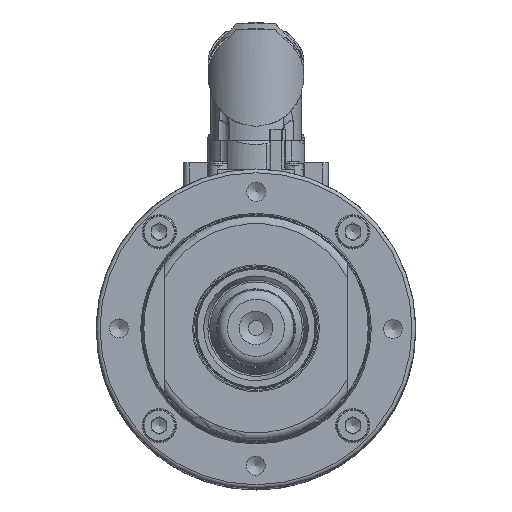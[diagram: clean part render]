
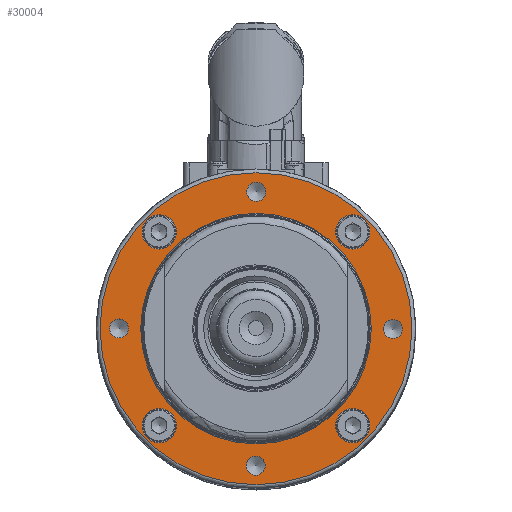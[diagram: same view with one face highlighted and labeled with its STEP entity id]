
A CAD part, top view. The second image highlights one B-rep face of the part: STEP entity #30004.
In plain terms, the highlighted planar face has unit normal (0, 0, 1).
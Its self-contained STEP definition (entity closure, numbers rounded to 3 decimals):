
#293 = AXIS2_PLACEMENT_3D ( 'NONE', #67298, #19291, #59715 ) ;
#944 = VERTEX_POINT ( 'NONE', #95585 ) ;
#1849 = DIRECTION ( 'NONE',  ( 0., 0., 1. ) ) ;
#2541 = EDGE_CURVE ( 'NONE', #80180, #80180, #23991, .T. ) ;
#2891 = EDGE_LOOP ( 'NONE', ( #101697 ) ) ;
#2952 = DIRECTION ( 'NONE',  ( 0., 0., 1. ) ) ;
#3315 = CARTESIAN_POINT ( 'NONE',  ( -25.456, 25.456, 47. ) ) ;
#4477 = VERTEX_POINT ( 'NONE', #32777 ) ;
#5038 = AXIS2_PLACEMENT_3D ( 'NONE', #25239, #24004, #44175 ) ;
#5381 = ORIENTED_EDGE ( 'NONE', *, *, #85205, .F. ) ;
#5667 = CIRCLE ( 'NONE', #80120, 4.5 ) ;
#6567 = ORIENTED_EDGE ( 'NONE', *, *, #113193, .F. ) ;
#6800 = DIRECTION ( 'NONE',  ( 0., 0., 1. ) ) ;
#7501 = CIRCLE ( 'NONE', #77986, 30. ) ;
#7613 = CARTESIAN_POINT ( 'NONE',  ( -20.956, -25.456, 47. ) ) ;
#8290 = EDGE_LOOP ( 'NONE', ( #77276 ) ) ;
#8526 = EDGE_CURVE ( 'NONE', #27102, #27102, #21319, .T. ) ;
#9102 = CIRCLE ( 'NONE', #5038, 4.5 ) ;
#9328 = EDGE_CURVE ( 'NONE', #56151, #56151, #29578, .T. ) ;
#11925 = EDGE_CURVE ( 'NONE', #95274, #95274, #9102, .T. ) ;
#15317 = DIRECTION ( 'NONE',  ( 1., 0., 0. ) ) ;
#16774 = ORIENTED_EDGE ( 'NONE', *, *, #100888, .F. ) ;
#19291 = DIRECTION ( 'NONE',  ( 0., 0., 1. ) ) ;
#19487 = AXIS2_PLACEMENT_3D ( 'NONE', #59136, #38840, #106412 ) ;
#19618 = CIRCLE ( 'NONE', #90135, 4.5 ) ;
#20249 = FACE_BOUND ( 'NONE', #97420, .T. ) ;
#21319 = CIRCLE ( 'NONE', #105910, 2.5 ) ;
#23179 = FACE_BOUND ( 'NONE', #30862, .T. ) ;
#23213 = CIRCLE ( 'NONE', #97745, 2.5 ) ;
#23796 = FACE_BOUND ( 'NONE', #119325, .T. ) ;
#23991 = CIRCLE ( 'NONE', #86493, 2.5 ) ;
#24004 = DIRECTION ( 'NONE',  ( 0., 0., 1. ) ) ;
#24354 = CIRCLE ( 'NONE', #293, 2.5 ) ;
#24586 = AXIS2_PLACEMENT_3D ( 'NONE', #26918, #6800, #46457 ) ;
#25239 = CARTESIAN_POINT ( 'NONE',  ( -25.456, -25.456, 47. ) ) ;
#25846 = ORIENTED_EDGE ( 'NONE', *, *, #45072, .F. ) ;
#26918 = CARTESIAN_POINT ( 'NONE',  ( 0., 0., 47. ) ) ;
#27102 = VERTEX_POINT ( 'NONE', #66265 ) ;
#29473 = EDGE_LOOP ( 'NONE', ( #6567 ) ) ;
#29578 = CIRCLE ( 'NONE', #19487, 41. ) ;
#29703 = PLANE ( 'NONE',  #24586 ) ;
#30004 = ADVANCED_FACE ( 'NONE', ( #87093, #120254, #49262, #30332, #23796, #117319, #100152, #59418, #20249, #23179 ), #29703, .T. ) ;
#30204 = VERTEX_POINT ( 'NONE', #68735 ) ;
#30332 = FACE_BOUND ( 'NONE', #2891, .T. ) ;
#30862 = EDGE_LOOP ( 'NONE', ( #5381 ) ) ;
#32483 = DIRECTION ( 'NONE',  ( 0., 0., 1. ) ) ;
#32777 = CARTESIAN_POINT ( 'NONE',  ( -20.956, 25.456, 47. ) ) ;
#34231 = DIRECTION ( 'NONE',  ( 0., 0., 1. ) ) ;
#34287 = EDGE_LOOP ( 'NONE', ( #82410 ) ) ;
#35397 = EDGE_LOOP ( 'NONE', ( #99991 ) ) ;
#38840 = DIRECTION ( 'NONE',  ( 0., 0., 1. ) ) ;
#41730 = DIRECTION ( 'NONE',  ( 0., 0., 1. ) ) ;
#41996 = DIRECTION ( 'NONE',  ( 1., 0., 0. ) ) ;
#44175 = DIRECTION ( 'NONE',  ( 1., 0., 0. ) ) ;
#44304 = VERTEX_POINT ( 'NONE', #119350 ) ;
#45072 = EDGE_CURVE ( 'NONE', #44304, #44304, #89113, .T. ) ;
#46457 = DIRECTION ( 'NONE',  ( 1., 0., 0. ) ) ;
#49139 = CARTESIAN_POINT ( 'NONE',  ( 25.456, 25.456, 47. ) ) ;
#49262 = FACE_BOUND ( 'NONE', #34287, .T. ) ;
#56151 = VERTEX_POINT ( 'NONE', #112282 ) ;
#59136 = CARTESIAN_POINT ( 'NONE',  ( 0., 0., 47. ) ) ;
#59418 = FACE_BOUND ( 'NONE', #8290, .T. ) ;
#59715 = DIRECTION ( 'NONE',  ( 1., 0., 0. ) ) ;
#62262 = DIRECTION ( 'NONE',  ( 1., 0., 0. ) ) ;
#65650 = VERTEX_POINT ( 'NONE', #95271 ) ;
#66265 = CARTESIAN_POINT ( 'NONE',  ( -33.5, 0.065, 47. ) ) ;
#67298 = CARTESIAN_POINT ( 'NONE',  ( 36., -0.065, 47. ) ) ;
#68735 = CARTESIAN_POINT ( 'NONE',  ( 29.956, 25.456, 47. ) ) ;
#69689 = EDGE_CURVE ( 'NONE', #99126, #99126, #23213, .T. ) ;
#70470 = CARTESIAN_POINT ( 'NONE',  ( 0., 0., 47. ) ) ;
#73215 = CARTESIAN_POINT ( 'NONE',  ( 2.565, 36., 47. ) ) ;
#73309 = ORIENTED_EDGE ( 'NONE', *, *, #11925, .F. ) ;
#73470 = ORIENTED_EDGE ( 'NONE', *, *, #74861, .F. ) ;
#74861 = EDGE_CURVE ( 'NONE', #4477, #4477, #5667, .T. ) ;
#77276 = ORIENTED_EDGE ( 'NONE', *, *, #2541, .F. ) ;
#77986 = AXIS2_PLACEMENT_3D ( 'NONE', #70470, #118303, #41996 ) ;
#80120 = AXIS2_PLACEMENT_3D ( 'NONE', #3315, #41730, #80257 ) ;
#80180 = VERTEX_POINT ( 'NONE', #73215 ) ;
#80257 = DIRECTION ( 'NONE',  ( 1., 0., 0. ) ) ;
#80511 = CARTESIAN_POINT ( 'NONE',  ( 0.065, 36., 47. ) ) ;
#82157 = DIRECTION ( 'NONE',  ( 0., 0., 1. ) ) ;
#82410 = ORIENTED_EDGE ( 'NONE', *, *, #69689, .F. ) ;
#85205 = EDGE_CURVE ( 'NONE', #65650, #65650, #7501, .T. ) ;
#86493 = AXIS2_PLACEMENT_3D ( 'NONE', #80511, #2952, #117677 ) ;
#87093 = FACE_OUTER_BOUND ( 'NONE', #35397, .T. ) ;
#87593 = DIRECTION ( 'NONE',  ( 1., 0., 0. ) ) ;
#89113 = CIRCLE ( 'NONE', #105254, 4.5 ) ;
#89639 = CARTESIAN_POINT ( 'NONE',  ( 2.435, -36., 47. ) ) ;
#90135 = AXIS2_PLACEMENT_3D ( 'NONE', #49139, #1849, #87593 ) ;
#91076 = CARTESIAN_POINT ( 'NONE',  ( -36., 0.065, 47. ) ) ;
#91627 = CARTESIAN_POINT ( 'NONE',  ( -0.065, -36., 47. ) ) ;
#92270 = DIRECTION ( 'NONE',  ( 1., 0., 0. ) ) ;
#95271 = CARTESIAN_POINT ( 'NONE',  ( 30., 0., 47. ) ) ;
#95274 = VERTEX_POINT ( 'NONE', #7613 ) ;
#95585 = CARTESIAN_POINT ( 'NONE',  ( 38.5, -0.065, 47. ) ) ;
#97420 = EDGE_LOOP ( 'NONE', ( #16774 ) ) ;
#97464 = EDGE_LOOP ( 'NONE', ( #73309 ) ) ;
#97745 = AXIS2_PLACEMENT_3D ( 'NONE', #91627, #82157, #92270 ) ;
#99126 = VERTEX_POINT ( 'NONE', #89639 ) ;
#99991 = ORIENTED_EDGE ( 'NONE', *, *, #9328, .T. ) ;
#100152 = FACE_BOUND ( 'NONE', #118655, .T. ) ;
#100888 = EDGE_CURVE ( 'NONE', #30204, #30204, #19618, .T. ) ;
#101697 = ORIENTED_EDGE ( 'NONE', *, *, #8526, .F. ) ;
#105254 = AXIS2_PLACEMENT_3D ( 'NONE', #109524, #32483, #62262 ) ;
#105910 = AXIS2_PLACEMENT_3D ( 'NONE', #91076, #34231, #15317 ) ;
#106412 = DIRECTION ( 'NONE',  ( 1., 0., 0. ) ) ;
#109524 = CARTESIAN_POINT ( 'NONE',  ( 25.456, -25.456, 47. ) ) ;
#112282 = CARTESIAN_POINT ( 'NONE',  ( 41., 0., 47. ) ) ;
#113193 = EDGE_CURVE ( 'NONE', #944, #944, #24354, .T. ) ;
#117319 = FACE_BOUND ( 'NONE', #97464, .T. ) ;
#117677 = DIRECTION ( 'NONE',  ( 1., 0., 0. ) ) ;
#118303 = DIRECTION ( 'NONE',  ( 0., 0., 1. ) ) ;
#118655 = EDGE_LOOP ( 'NONE', ( #73470 ) ) ;
#119325 = EDGE_LOOP ( 'NONE', ( #25846 ) ) ;
#119350 = CARTESIAN_POINT ( 'NONE',  ( 29.956, -25.456, 47. ) ) ;
#120254 = FACE_BOUND ( 'NONE', #29473, .T. ) ;
